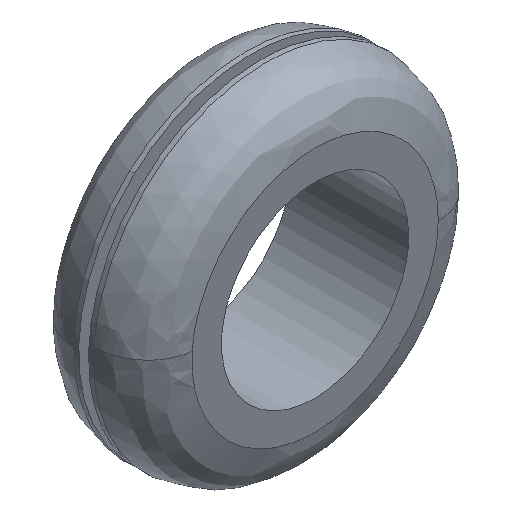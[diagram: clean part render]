
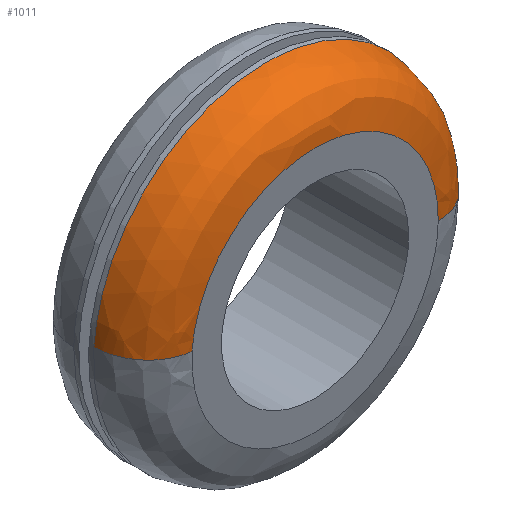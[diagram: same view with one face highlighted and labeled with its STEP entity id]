
A CAD part, isometric view. The second image highlights one B-rep face of the part: STEP entity #1011.
In plain terms, the highlighted free-form (B-spline) face has degree [2, 2] with [5, 3] control points.
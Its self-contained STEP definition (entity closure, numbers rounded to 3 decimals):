
#72=CARTESIAN_POINT('',(17.499,5.,-0.22));
#73=VERTEX_POINT('',#72);
#135=CARTESIAN_POINT('',(-17.457,5.,1.22));
#136=VERTEX_POINT('',#135);
#152=CARTESIAN_POINT('',(0.0,5.0,17.5));
#153=VERTEX_POINT('',#152);
#154=CARTESIAN_POINT('',(0.0,5.0,17.5));
#155=CARTESIAN_POINT('',(-16.319,5.0,17.5));
#156=CARTESIAN_POINT('',(-17.457,5.,1.22));
#164=(BOUNDED_CURVE()B_SPLINE_CURVE(2,(#154,#155,#156),.UNSPECIFIED.,.F.,.U.)B_SPLINE_CURVE_WITH_KNOTS((3,3),(0.5,0.738),.UNSPECIFIED.)CURVE()GEOMETRIC_REPRESENTATION_ITEM()RATIONAL_B_SPLINE_CURVE((1.0,0.721,0.973))REPRESENTATION_ITEM(''));
#165=EDGE_CURVE('',#153,#136,#164,.T.);
#167=CARTESIAN_POINT('',(17.499,5.,-0.22));
#168=CARTESIAN_POINT('',(17.5,5.0,-0.11));
#169=CARTESIAN_POINT('',(17.5,5.0,0.));
#170=CARTESIAN_POINT('',(17.5,5.,17.5));
#171=CARTESIAN_POINT('',(0.0,5.0,17.5));
#179=(BOUNDED_CURVE()B_SPLINE_CURVE(2,(#167,#168,#169,#170,#171),.UNSPECIFIED.,.F.,.U.)B_SPLINE_CURVE_WITH_KNOTS((3,2,3),(0.248,0.25,0.5),.UNSPECIFIED.)CURVE()GEOMETRIC_REPRESENTATION_ITEM()RATIONAL_B_SPLINE_CURVE((0.995,0.997,1.0,0.707,1.0))REPRESENTATION_ITEM(''));
#180=EDGE_CURVE('',#73,#153,#179,.T.);
#889=CARTESIAN_POINT('',(12.499,0.,-0.157));
#890=VERTEX_POINT('',#889);
#891=CARTESIAN_POINT('',(17.499,5.,-0.22));
#892=CARTESIAN_POINT('',(17.499,0.,-0.22));
#893=CARTESIAN_POINT('',(12.499,0.,-0.157));
#901=(BOUNDED_CURVE()B_SPLINE_CURVE(2,(#891,#892,#893),.UNSPECIFIED.,.F.,.U.)B_SPLINE_CURVE_WITH_KNOTS((3,3),(-1.725,-0.275),.UNSPECIFIED.)CURVE()GEOMETRIC_REPRESENTATION_ITEM()RATIONAL_B_SPLINE_CURVE((0.883,0.625,0.883))REPRESENTATION_ITEM(''));
#902=EDGE_CURVE('',#73,#890,#901,.T.);
#919=CARTESIAN_POINT('',(-12.47,0.,0.872));
#920=VERTEX_POINT('',#919);
#936=CARTESIAN_POINT('',(-17.457,5.,1.22));
#937=CARTESIAN_POINT('',(-17.457,0.,1.22));
#938=CARTESIAN_POINT('',(-12.47,0.,0.872));
#946=(BOUNDED_CURVE()B_SPLINE_CURVE(2,(#936,#937,#938),.UNSPECIFIED.,.F.,.U.)B_SPLINE_CURVE_WITH_KNOTS((3,3),(-1.725,-0.275),.UNSPECIFIED.)CURVE()GEOMETRIC_REPRESENTATION_ITEM()RATIONAL_B_SPLINE_CURVE((0.863,0.611,0.863))REPRESENTATION_ITEM(''));
#947=EDGE_CURVE('',#136,#920,#946,.T.);
#952=CARTESIAN_POINT('',(17.487,5.348,-0.22));
#953=CARTESIAN_POINT('',(17.706,5.348,17.267));
#954=CARTESIAN_POINT('',(0.22,5.348,17.487));
#955=CARTESIAN_POINT('',(-16.294,5.348,17.694));
#956=CARTESIAN_POINT('',(-17.445,5.348,1.219));
#957=CARTESIAN_POINT('',(17.886,-0.388,-0.225));
#958=CARTESIAN_POINT('',(18.111,-0.388,17.661));
#959=CARTESIAN_POINT('',(0.225,-0.388,17.886));
#960=CARTESIAN_POINT('',(-16.666,-0.388,18.099));
#961=CARTESIAN_POINT('',(-17.844,-0.388,1.247));
#962=CARTESIAN_POINT('',(12.151,0.012,-0.153));
#963=CARTESIAN_POINT('',(12.304,0.012,11.999));
#964=CARTESIAN_POINT('',(0.153,0.012,12.151));
#965=CARTESIAN_POINT('',(-11.322,0.012,12.296));
#966=CARTESIAN_POINT('',(-12.123,0.012,0.847));
#974=(BOUNDED_SURFACE()B_SPLINE_SURFACE(2,2,((#952,#957,#962),(#953,#958,#963),(#954,#959,#964),(#955,#960,#965),(#956,#961,#966)),.UNSPECIFIED.,.F.,.F.,.U.)B_SPLINE_SURFACE_WITH_KNOTS((3,2,3),(3,3),(0.0,28.975,56.791),(0.0,9.112),.UNSPECIFIED.)GEOMETRIC_REPRESENTATION_ITEM()RATIONAL_B_SPLINE_SURFACE(((0.91,0.597,0.91),(0.644,0.422,0.644),(0.91,0.597,0.91),(0.654,0.429,0.654),(0.89,0.584,0.89)))REPRESENTATION_ITEM('')SURFACE());
#975=ORIENTED_EDGE('',*,*,#165,.T.);
#976=ORIENTED_EDGE('',*,*,#947,.T.);
#977=CARTESIAN_POINT('',(0.0,0.,12.5));
#978=VERTEX_POINT('',#977);
#979=CARTESIAN_POINT('',(0.0,0.,12.5));
#980=CARTESIAN_POINT('',(-11.657,0.,12.5));
#981=CARTESIAN_POINT('',(-12.47,0.,0.872));
#989=(BOUNDED_CURVE()B_SPLINE_CURVE(2,(#979,#980,#981),.UNSPECIFIED.,.F.,.U.)B_SPLINE_CURVE_WITH_KNOTS((3,3),(0.5,0.738),.UNSPECIFIED.)CURVE()GEOMETRIC_REPRESENTATION_ITEM()RATIONAL_B_SPLINE_CURVE((1.0,0.721,0.973))REPRESENTATION_ITEM(''));
#990=EDGE_CURVE('',#978,#920,#989,.T.);
#991=ORIENTED_EDGE('',*,*,#990,.F.);
#992=CARTESIAN_POINT('',(12.499,0.,-0.157));
#993=CARTESIAN_POINT('',(12.5,0.,-0.079));
#994=CARTESIAN_POINT('',(12.5,0.,0.));
#995=CARTESIAN_POINT('',(12.5,0.,12.5));
#996=CARTESIAN_POINT('',(0.0,0.,12.5));
#1004=(BOUNDED_CURVE()B_SPLINE_CURVE(2,(#992,#993,#994,#995,#996),.UNSPECIFIED.,.F.,.U.)B_SPLINE_CURVE_WITH_KNOTS((3,2,3),(0.248,0.25,0.5),.UNSPECIFIED.)CURVE()GEOMETRIC_REPRESENTATION_ITEM()RATIONAL_B_SPLINE_CURVE((0.995,0.997,1.0,0.707,1.0))REPRESENTATION_ITEM(''));
#1005=EDGE_CURVE('',#890,#978,#1004,.T.);
#1006=ORIENTED_EDGE('',*,*,#1005,.F.);
#1007=ORIENTED_EDGE('',*,*,#902,.F.);
#1008=ORIENTED_EDGE('',*,*,#180,.T.);
#1009=EDGE_LOOP('',(#975,#976,#991,#1006,#1007,#1008));
#1010=FACE_OUTER_BOUND('',#1009,.T.);
#1011=ADVANCED_FACE('',(#1010),#974,.T.);
